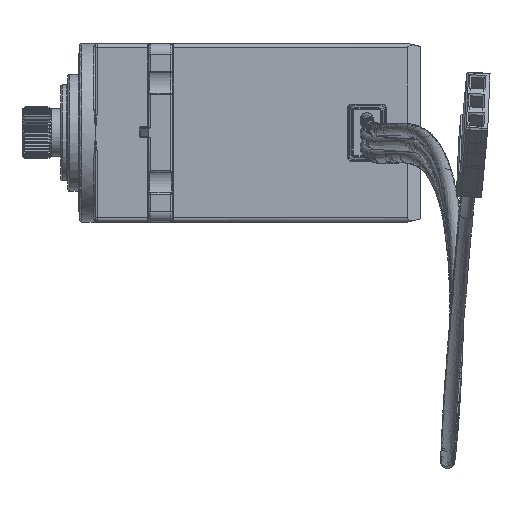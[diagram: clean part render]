
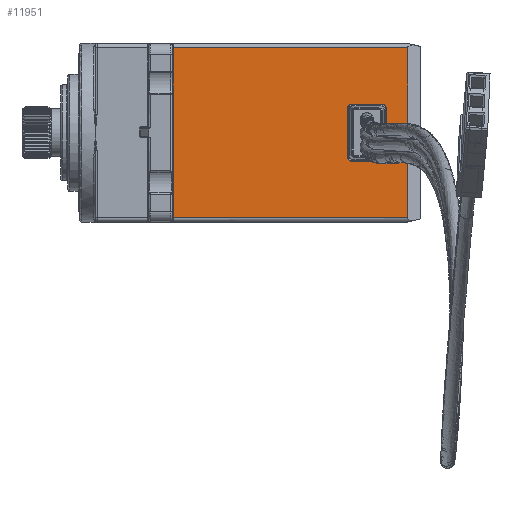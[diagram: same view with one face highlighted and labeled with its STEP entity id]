
A CAD part, left-side view. The second image highlights one B-rep face of the part: STEP entity #11951.
In plain terms, the highlighted planar face has unit normal (-1, 0, 0).
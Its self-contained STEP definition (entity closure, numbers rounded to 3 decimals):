
#422=FACE_BOUND('',#2393,.T.);
#697=PLANE('',#13285);
#1667=FACE_OUTER_BOUND('',#2392,.T.);
#2392=EDGE_LOOP('',(#11157,#11158,#11159,#11160));
#2393=EDGE_LOOP('',(#11161,#11162,#11163,#11164,#11165,#11166,#11167,#11168));
#3175=LINE('',#20861,#4008);
#3178=LINE('',#20869,#4011);
#3184=LINE('',#20886,#4017);
#3188=LINE('',#20897,#4021);
#3354=LINE('',#22888,#4187);
#3412=LINE('',#23927,#4245);
#3413=LINE('',#23930,#4246);
#3414=LINE('',#23935,#4247);
#4008=VECTOR('',#15370,10.);
#4011=VECTOR('',#15379,10.);
#4017=VECTOR('',#15399,10.);
#4021=VECTOR('',#15413,10.);
#4187=VECTOR('',#16279,10.);
#4245=VECTOR('',#16675,10.);
#4246=VECTOR('',#16678,10.);
#4247=VECTOR('',#16685,10.);
#4561=CIRCLE('',#12746,0.4);
#4562=CIRCLE('',#12749,0.4);
#4563=CIRCLE('',#12759,0.4);
#4564=CIRCLE('',#12761,0.4);
#5545=VERTEX_POINT('',#20853);
#5546=VERTEX_POINT('',#20855);
#5547=VERTEX_POINT('',#20859);
#5548=VERTEX_POINT('',#20863);
#5549=VERTEX_POINT('',#20867);
#5553=VERTEX_POINT('',#20885);
#5554=VERTEX_POINT('',#20889);
#5555=VERTEX_POINT('',#20893);
#5600=VERTEX_POINT('',#21176);
#5806=VERTEX_POINT('',#22884);
#5910=VERTEX_POINT('',#23925);
#5911=VERTEX_POINT('',#23929);
#7034=EDGE_CURVE('',#5545,#5546,#4561,.F.);
#7037=EDGE_CURVE('',#5545,#5547,#3175,.T.);
#7039=EDGE_CURVE('',#5548,#5547,#4562,.F.);
#7041=EDGE_CURVE('',#5548,#5549,#3178,.T.);
#7049=EDGE_CURVE('',#5553,#5546,#3184,.T.);
#7052=EDGE_CURVE('',#5554,#5549,#4563,.F.);
#7053=EDGE_CURVE('',#5553,#5555,#4564,.F.);
#7055=EDGE_CURVE('',#5554,#5555,#3188,.T.);
#7485=EDGE_CURVE('',#5600,#5806,#3354,.T.);
#7678=EDGE_CURVE('',#5910,#5600,#3412,.T.);
#7679=EDGE_CURVE('',#5806,#5911,#3413,.T.);
#7682=EDGE_CURVE('',#5911,#5910,#3414,.T.);
#11157=ORIENTED_EDGE('',*,*,#7485,.F.);
#11158=ORIENTED_EDGE('',*,*,#7678,.F.);
#11159=ORIENTED_EDGE('',*,*,#7682,.F.);
#11160=ORIENTED_EDGE('',*,*,#7679,.F.);
#11161=ORIENTED_EDGE('',*,*,#7049,.T.);
#11162=ORIENTED_EDGE('',*,*,#7034,.F.);
#11163=ORIENTED_EDGE('',*,*,#7037,.T.);
#11164=ORIENTED_EDGE('',*,*,#7039,.F.);
#11165=ORIENTED_EDGE('',*,*,#7041,.T.);
#11166=ORIENTED_EDGE('',*,*,#7052,.F.);
#11167=ORIENTED_EDGE('',*,*,#7055,.T.);
#11168=ORIENTED_EDGE('',*,*,#7053,.F.);
#11951=ADVANCED_FACE('',(#1667,#422),#697,.T.);
#12746=AXIS2_PLACEMENT_3D('',#20856,#15364,#15365);
#12749=AXIS2_PLACEMENT_3D('',#20865,#15374,#15375);
#12759=AXIS2_PLACEMENT_3D('',#20891,#15404,#15405);
#12761=AXIS2_PLACEMENT_3D('',#20894,#15408,#15409);
#13285=AXIS2_PLACEMENT_3D('',#23934,#16683,#16684);
#15364=DIRECTION('center_axis',(1.,0.,0.));
#15365=DIRECTION('ref_axis',(0.,-0.707,0.707));
#15370=DIRECTION('',(0.,0.,-1.));
#15374=DIRECTION('center_axis',(1.,0.,0.));
#15375=DIRECTION('ref_axis',(0.,-0.707,-0.707));
#15379=DIRECTION('',(0.,1.,0.));
#15399=DIRECTION('',(0.,-1.,0.));
#15404=DIRECTION('center_axis',(1.,0.,0.));
#15405=DIRECTION('ref_axis',(0.,0.707,-0.707));
#15408=DIRECTION('center_axis',(1.,0.,0.));
#15409=DIRECTION('ref_axis',(0.,0.707,0.707));
#15413=DIRECTION('',(0.,0.,1.));
#16279=DIRECTION('',(0.,0.,1.));
#16675=DIRECTION('',(0.,1.,0.));
#16678=DIRECTION('',(0.,-1.,0.));
#16683=DIRECTION('center_axis',(-1.,0.,0.));
#16684=DIRECTION('ref_axis',(0.,0.,1.));
#16685=DIRECTION('',(0.,0.,-1.));
#20853=CARTESIAN_POINT('',(0.,3.86,-7.195));
#20855=CARTESIAN_POINT('',(0.,4.26,-6.795));
#20856=CARTESIAN_POINT('Origin',(0.,4.26,-7.195));
#20859=CARTESIAN_POINT('',(0.,3.86,-12.805));
#20861=CARTESIAN_POINT('',(0.,3.86,-16.603));
#20863=CARTESIAN_POINT('',(0.,4.26,-13.205));
#20865=CARTESIAN_POINT('Origin',(0.,4.26,-12.805));
#20867=CARTESIAN_POINT('',(0.,7.77,-13.205));
#20869=CARTESIAN_POINT('',(0.,4.085,-13.205));
#20885=CARTESIAN_POINT('',(0.,7.77,-6.795));
#20886=CARTESIAN_POINT('',(0.,1.93,-6.795));
#20889=CARTESIAN_POINT('',(0.,8.17,-12.805));
#20891=CARTESIAN_POINT('Origin',(0.,7.77,-12.805));
#20893=CARTESIAN_POINT('',(0.,8.17,-7.195));
#20894=CARTESIAN_POINT('Origin',(0.,7.77,-7.195));
#20897=CARTESIAN_POINT('',(0.,8.17,-13.398));
#21176=CARTESIAN_POINT('',(0.,27.68,-19.5));
#22884=CARTESIAN_POINT('',(0.,27.68,-0.5));
#22888=CARTESIAN_POINT('',(0.,27.68,-15.));
#23925=CARTESIAN_POINT('',(0.,1.455,-19.5));
#23927=CARTESIAN_POINT('',(0.,0.,-19.5));
#23929=CARTESIAN_POINT('',(0.,1.455,-0.5));
#23930=CARTESIAN_POINT('',(0.,0.,-0.5));
#23934=CARTESIAN_POINT('Origin',(0.,0.,-20.));
#23935=CARTESIAN_POINT('',(0.,1.455,-15.));
